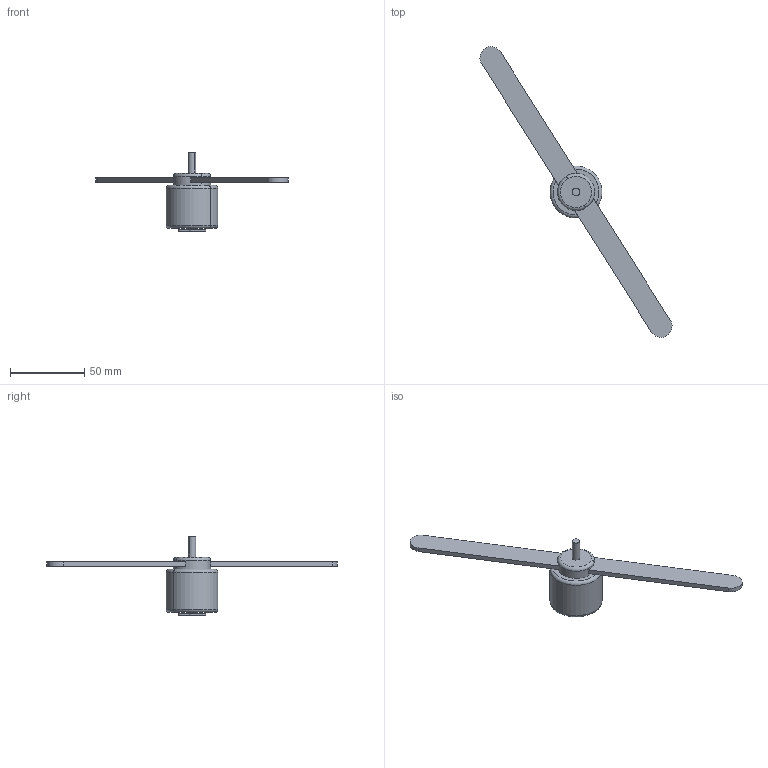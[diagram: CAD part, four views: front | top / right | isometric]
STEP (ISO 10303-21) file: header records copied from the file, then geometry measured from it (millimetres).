
FILE_DESCRIPTION (( 'STEP AP214' ), '1' );
FILE_NAME ('prop3.STEP', '2020-07-06T22:15:58', ( '' ), ( '' ), 'SwSTEP 2.0', 'SolidWorks 2019', '' );
FILE_SCHEMA (( 'AUTOMOTIVE_DESIGN' ));
Length unit declared in the file: millimetre
Products named in the file (5): PropulsionGroup; Motor; Quad; SimplePropeller; prop3
Assembly tree (4 placements, depth 4):
  prop3
    Quad
      PropulsionGroup
        Motor
        SimplePropeller
Bounding box: 129.2 x 195.49 x 53 mm (x, y, z)
Volume: 41064.6 mm3; surface area: 14457.2 mm2
Topology: 2 solids, 2 shells, 56 faces, 141 edges, 92 vertices
Faces by surface type: cylinder 27, plane 23, torus 6
Entity records: 1893 total; most frequent: DIRECTION 345, CARTESIAN_POINT 298, ORIENTED_EDGE 282, EDGE_CURVE 141, AXIS2_PLACEMENT_3D 139, VERTEX_POINT 92, CIRCLE 74, EDGE_LOOP 69
